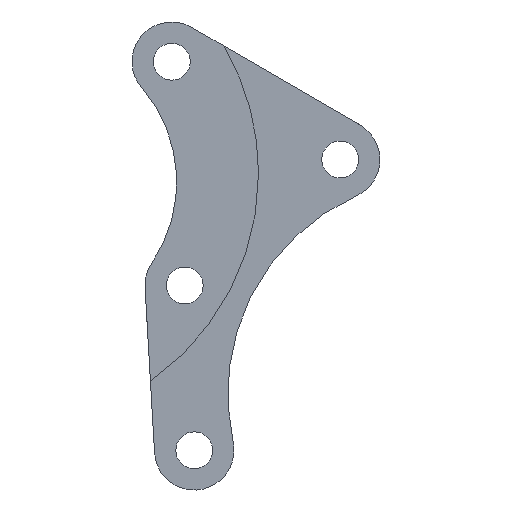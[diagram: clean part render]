
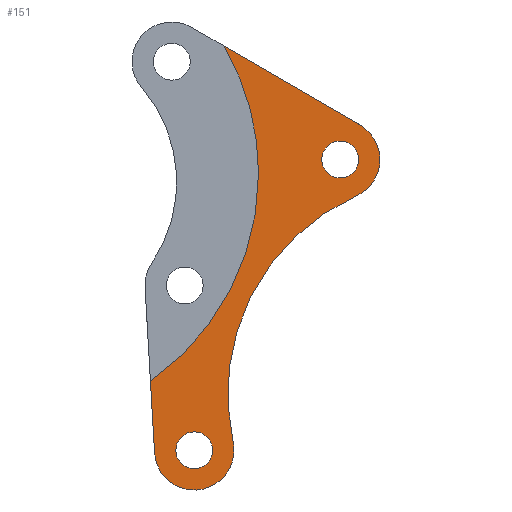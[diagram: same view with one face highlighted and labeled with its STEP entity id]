
A CAD part, left-side view. The second image highlights one B-rep face of the part: STEP entity #151.
In plain terms, the highlighted planar face has unit normal (-1, 0, 0).
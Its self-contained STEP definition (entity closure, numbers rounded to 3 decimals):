
#52=CARTESIAN_POINT('Axis2P3D Location',(0.,0.,0.)) ;
#57=CARTESIAN_POINT('Axis2P3D Location',(0.,0.,0.)) ;
#61=CARTESIAN_POINT('Vertex',(0.,-60.469,35.264)) ;
#63=CARTESIAN_POINT('Vertex',(0.,-70.,0.)) ;
#66=CARTESIAN_POINT('Axis2P3D Location',(0.,0.,0.)) ;
#70=CARTESIAN_POINT('Vertex',(0.,-40.084,-57.387)) ;
#73=CARTESIAN_POINT('Line Origine',(0.,-40.655,-67.287)) ;
#77=CARTESIAN_POINT('Vertex',(0.,-41.227,-77.186)) ;
#80=CARTESIAN_POINT('Axis2P3D Location',(0.,-52.209,-76.552)) ;
#84=CARTESIAN_POINT('Vertex',(0.,-62.941,-74.138)) ;
#87=CARTESIAN_POINT('Axis2P3D Location',(0.,-121.477,-60.967)) ;
#91=CARTESIAN_POINT('Vertex',(0.,-97.056,-6.162)) ;
#94=CARTESIAN_POINT('Axis2P3D Location',(0.,-92.579,3.886)) ;
#98=CARTESIAN_POINT('Vertex',(0.,-98.105,13.397)) ;
#101=CARTESIAN_POINT('Line Origine',(0.,-79.287,24.33)) ;
#115=CARTESIAN_POINT('Axis2P3D Location',(0.,-92.579,3.886)) ;
#119=CARTESIAN_POINT('Vertex',(0.,-87.479,3.886)) ;
#121=CARTESIAN_POINT('Vertex',(0.,-97.679,3.886)) ;
#124=CARTESIAN_POINT('Axis2P3D Location',(0.,-92.579,3.886)) ;
#133=CARTESIAN_POINT('Axis2P3D Location',(0.,-52.209,-76.552)) ;
#137=CARTESIAN_POINT('Vertex',(0.,-47.109,-76.552)) ;
#139=CARTESIAN_POINT('Vertex',(0.,-57.309,-76.552)) ;
#142=CARTESIAN_POINT('Axis2P3D Location',(0.,-52.209,-76.552)) ;
#53=DIRECTION('Axis2P3D Direction',(1.,0.,0.)) ;
#54=DIRECTION('Axis2P3D XDirection',(0.,1.,0.)) ;
#58=DIRECTION('Axis2P3D Direction',(1.,0.,0.)) ;
#67=DIRECTION('Axis2P3D Direction',(1.,0.,0.)) ;
#74=DIRECTION('Vector Direction',(0.,0.058,0.998)) ;
#81=DIRECTION('Axis2P3D Direction',(1.,0.,0.)) ;
#88=DIRECTION('Axis2P3D Direction',(1.,0.,0.)) ;
#95=DIRECTION('Axis2P3D Direction',(1.,0.,0.)) ;
#102=DIRECTION('Vector Direction',(0.,0.865,0.502)) ;
#116=DIRECTION('Axis2P3D Direction',(1.,0.,0.)) ;
#125=DIRECTION('Axis2P3D Direction',(1.,0.,0.)) ;
#134=DIRECTION('Axis2P3D Direction',(1.,0.,0.)) ;
#143=DIRECTION('Axis2P3D Direction',(1.,0.,0.)) ;
#55=AXIS2_PLACEMENT_3D('Plane Axis2P3D',#52,#53,#54) ;
#59=AXIS2_PLACEMENT_3D('Circle Axis2P3D',#57,#58,$) ;
#68=AXIS2_PLACEMENT_3D('Circle Axis2P3D',#66,#67,$) ;
#82=AXIS2_PLACEMENT_3D('Circle Axis2P3D',#80,#81,$) ;
#89=AXIS2_PLACEMENT_3D('Circle Axis2P3D',#87,#88,$) ;
#96=AXIS2_PLACEMENT_3D('Circle Axis2P3D',#94,#95,$) ;
#117=AXIS2_PLACEMENT_3D('Circle Axis2P3D',#115,#116,$) ;
#126=AXIS2_PLACEMENT_3D('Circle Axis2P3D',#124,#125,$) ;
#135=AXIS2_PLACEMENT_3D('Circle Axis2P3D',#133,#134,$) ;
#144=AXIS2_PLACEMENT_3D('Circle Axis2P3D',#142,#143,$) ;
#107=ORIENTED_EDGE('',*,*,#65,.T.) ;
#108=ORIENTED_EDGE('',*,*,#72,.T.) ;
#109=ORIENTED_EDGE('',*,*,#79,.F.) ;
#110=ORIENTED_EDGE('',*,*,#86,.F.) ;
#111=ORIENTED_EDGE('',*,*,#93,.F.) ;
#112=ORIENTED_EDGE('',*,*,#100,.F.) ;
#113=ORIENTED_EDGE('',*,*,#105,.F.) ;
#130=ORIENTED_EDGE('',*,*,#123,.T.) ;
#131=ORIENTED_EDGE('',*,*,#128,.T.) ;
#148=ORIENTED_EDGE('',*,*,#141,.T.) ;
#149=ORIENTED_EDGE('',*,*,#146,.T.) ;
#132=FACE_BOUND('',#129,.T.) ;
#150=FACE_BOUND('',#147,.T.) ;
#75=VECTOR('Line Direction',#74,1.) ;
#103=VECTOR('Line Direction',#102,1.) ;
#151=ADVANCED_FACE('Corps principal',(#114,#132,#150),#56,.F.) ;
#60=CIRCLE('generated circle',#59,70.) ;
#69=CIRCLE('generated circle',#68,70.) ;
#83=CIRCLE('generated circle',#82,11.) ;
#90=CIRCLE('generated circle',#89,60.) ;
#97=CIRCLE('generated circle',#96,11.) ;
#118=CIRCLE('generated circle',#117,5.1) ;
#127=CIRCLE('generated circle',#126,5.1) ;
#136=CIRCLE('generated circle',#135,5.1) ;
#145=CIRCLE('generated circle',#144,5.1) ;
#65=EDGE_CURVE('',#62,#64,#60,.T.) ;
#72=EDGE_CURVE('',#64,#71,#69,.T.) ;
#79=EDGE_CURVE('',#78,#71,#76,.T.) ;
#86=EDGE_CURVE('',#85,#78,#83,.T.) ;
#93=EDGE_CURVE('',#92,#85,#90,.F.) ;
#100=EDGE_CURVE('',#99,#92,#97,.T.) ;
#105=EDGE_CURVE('',#62,#99,#104,.F.) ;
#123=EDGE_CURVE('',#120,#122,#118,.T.) ;
#128=EDGE_CURVE('',#122,#120,#127,.T.) ;
#141=EDGE_CURVE('',#138,#140,#136,.T.) ;
#146=EDGE_CURVE('',#140,#138,#145,.T.) ;
#106=EDGE_LOOP('',(#107,#108,#109,#110,#111,#112,#113)) ;
#129=EDGE_LOOP('',(#130,#131)) ;
#147=EDGE_LOOP('',(#148,#149)) ;
#114=FACE_OUTER_BOUND('',#106,.T.) ;
#76=LINE('Line',#73,#75) ;
#104=LINE('Line',#101,#103) ;
#56=PLANE('Plane',#55) ;
#62=VERTEX_POINT('',#61) ;
#64=VERTEX_POINT('',#63) ;
#71=VERTEX_POINT('',#70) ;
#78=VERTEX_POINT('',#77) ;
#85=VERTEX_POINT('',#84) ;
#92=VERTEX_POINT('',#91) ;
#99=VERTEX_POINT('',#98) ;
#120=VERTEX_POINT('',#119) ;
#122=VERTEX_POINT('',#121) ;
#138=VERTEX_POINT('',#137) ;
#140=VERTEX_POINT('',#139) ;
